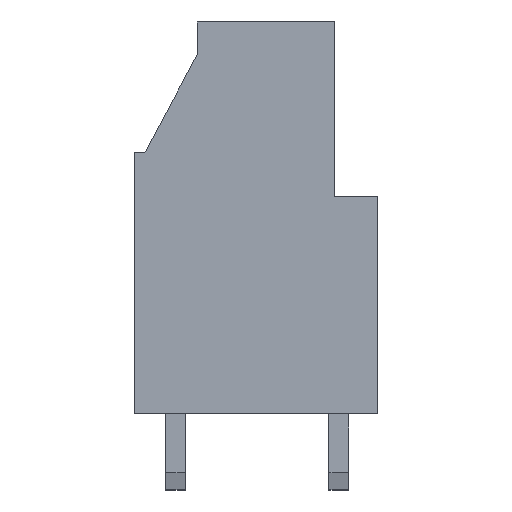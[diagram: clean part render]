
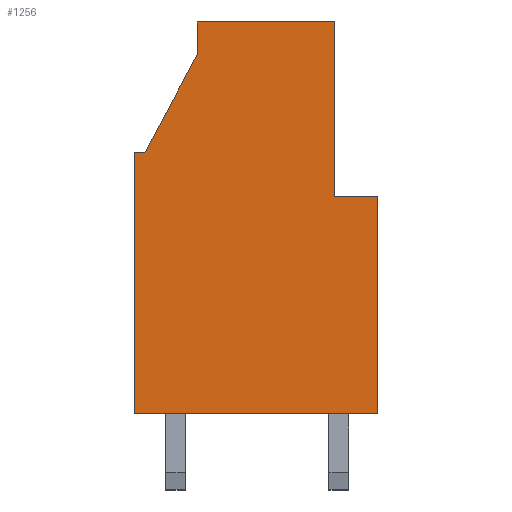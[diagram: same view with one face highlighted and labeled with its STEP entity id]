
A CAD part, front view. The second image highlights one B-rep face of the part: STEP entity #1256.
In plain terms, the highlighted planar face has unit normal (0, -1, 0).
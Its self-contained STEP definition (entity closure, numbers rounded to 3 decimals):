
#1256 = ADVANCED_FACE( '', ( #2548 ), #2549, .F. );
#2548 = FACE_OUTER_BOUND( '', #3853, .T. );
#2549 = PLANE( '', #3854 );
#3853 = EDGE_LOOP( '', ( #7515, #7516, #7517, #7518, #7519, #7520, #7521, #7522, #7523 ) );
#3854 = AXIS2_PLACEMENT_3D( '', #7524, #7525, #7526 );
#7515 = ORIENTED_EDGE( '', *, *, #8694, .F. );
#7516 = ORIENTED_EDGE( '', *, *, #8084, .T. );
#7517 = ORIENTED_EDGE( '', *, *, #8459, .F. );
#7518 = ORIENTED_EDGE( '', *, *, #9244, .F. );
#7519 = ORIENTED_EDGE( '', *, *, #8178, .F. );
#7520 = ORIENTED_EDGE( '', *, *, #9347, .T. );
#7521 = ORIENTED_EDGE( '', *, *, #9138, .T. );
#7522 = ORIENTED_EDGE( '', *, *, #9300, .T. );
#7523 = ORIENTED_EDGE( '', *, *, #7919, .F. );
#7524 = CARTESIAN_POINT( '', ( 12.134, -2.54, 19.8 ) );
#7525 = DIRECTION( '', ( 0., 1., 0. ) );
#7526 = DIRECTION( '', ( -1., 0., 0. ) );
#7919 = EDGE_CURVE( '', #9483, #9485, #9486, .T. );
#8084 = EDGE_CURVE( '', #9776, #9777, #9778, .T. );
#8178 = EDGE_CURVE( '', #9937, #9938, #9939, .T. );
#8459 = EDGE_CURVE( '', #10405, #9777, #10406, .T. );
#8694 = EDGE_CURVE( '', #9776, #9483, #10765, .T. );
#9138 = EDGE_CURVE( '', #11388, #11386, #11389, .T. );
#9244 = EDGE_CURVE( '', #9938, #10405, #11520, .T. );
#9300 = EDGE_CURVE( '', #11386, #9485, #11584, .T. );
#9347 = EDGE_CURVE( '', #9937, #11388, #11633, .T. );
#9483 = VERTEX_POINT( '', #11797 );
#9485 = VERTEX_POINT( '', #11800 );
#9486 = LINE( '', #11801, #11802 );
#9776 = VERTEX_POINT( '', #12215 );
#9777 = VERTEX_POINT( '', #12216 );
#9778 = LINE( '', #12217, #12218 );
#9937 = VERTEX_POINT( '', #12448 );
#9938 = VERTEX_POINT( '', #12449 );
#9939 = LINE( '', #12450, #12451 );
#10405 = VERTEX_POINT( '', #13134 );
#10406 = LINE( '', #13135, #13136 );
#10765 = LINE( '', #13670, #13671 );
#11386 = VERTEX_POINT( '', #14598 );
#11388 = VERTEX_POINT( '', #14601 );
#11389 = LINE( '', #14602, #14603 );
#11520 = LINE( '', #14799, #14800 );
#11584 = LINE( '', #14899, #14900 );
#11633 = LINE( '', #14965, #14966 );
#11797 = CARTESIAN_POINT( '', ( 9.2, -2.54, 10. ) );
#11800 = CARTESIAN_POINT( '', ( 11.2, -2.54, 10. ) );
#11801 = CARTESIAN_POINT( '', ( 9.038, -2.54, 10. ) );
#11802 = VECTOR( '', #15091, 1000. );
#12215 = CARTESIAN_POINT( '', ( 9.2, -2.54, 18. ) );
#12216 = CARTESIAN_POINT( '', ( 2.9, -2.54, 18. ) );
#12217 = CARTESIAN_POINT( '', ( 5.35, -2.54, 18. ) );
#12218 = VECTOR( '', #15254, 1000. );
#12448 = CARTESIAN_POINT( '', ( 0., -2.54, 12. ) );
#12449 = CARTESIAN_POINT( '', ( 0.5, -2.54, 12. ) );
#12450 = CARTESIAN_POINT( '', ( 5.35, -2.54, 12. ) );
#12451 = VECTOR( '', #15335, 1000. );
#13134 = CARTESIAN_POINT( '', ( 2.9, -2.54, 16.5 ) );
#13135 = CARTESIAN_POINT( '', ( 2.9, -2.54, -1. ) );
#13136 = VECTOR( '', #15583, 1000. );
#13670 = CARTESIAN_POINT( '', ( 9.2, -2.54, 18. ) );
#13671 = VECTOR( '', #15783, 1000. );
#14598 = CARTESIAN_POINT( '', ( 11.2, -2.54, 0. ) );
#14601 = CARTESIAN_POINT( '', ( 0., -2.54, 0. ) );
#14602 = CARTESIAN_POINT( '', ( 5.35, -2.54, 0. ) );
#14603 = VECTOR( '', #16145, 1000. );
#14799 = CARTESIAN_POINT( '', ( -6.433, -2.54, -1. ) );
#14800 = VECTOR( '', #16217, 1000. );
#14899 = CARTESIAN_POINT( '', ( 11.2, -2.54, -1. ) );
#14900 = VECTOR( '', #16256, 1000. );
#14965 = CARTESIAN_POINT( '', ( 0., -2.54, -1. ) );
#14966 = VECTOR( '', #16276, 1000. );
#15091 = DIRECTION( '', ( 1., 0., 0. ) );
#15254 = DIRECTION( '', ( -1., 0., 0. ) );
#15335 = DIRECTION( '', ( 1., 0., 0. ) );
#15583 = DIRECTION( '', ( 0., 0., 1. ) );
#15783 = DIRECTION( '', ( 0., 0., -1. ) );
#16145 = DIRECTION( '', ( 1., 0., 0. ) );
#16217 = DIRECTION( '', ( 0.471, 0., 0.882 ) );
#16256 = DIRECTION( '', ( 0., 0., 1. ) );
#16276 = DIRECTION( '', ( 0., 0., -1. ) );
